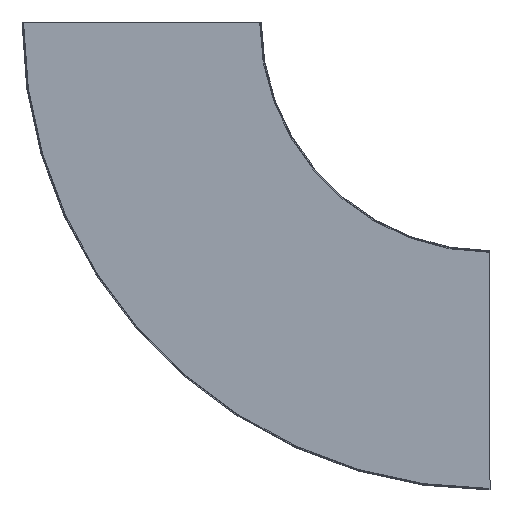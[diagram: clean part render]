
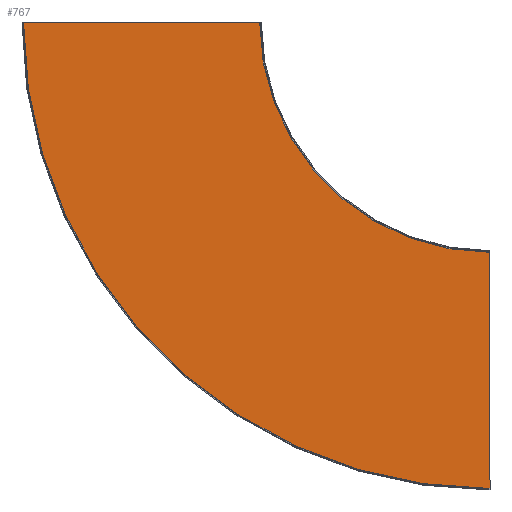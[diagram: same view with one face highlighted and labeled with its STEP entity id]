
A CAD part, front view. The second image highlights one B-rep face of the part: STEP entity #767.
In plain terms, the highlighted planar face has unit normal (0, -1, 0).
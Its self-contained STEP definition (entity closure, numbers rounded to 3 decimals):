
#91 = VECTOR ( 'NONE', #752, 1000. ) ;
#148 = DIRECTION ( 'NONE',  ( 0., 0., 1. ) ) ;
#153 = DIRECTION ( 'NONE',  ( 0., 1., 0. ) ) ;
#163 = FACE_OUTER_BOUND ( 'NONE', #268, .T. ) ;
#189 = CARTESIAN_POINT ( 'NONE',  ( 0., -1., 0. ) ) ;
#207 = CARTESIAN_POINT ( 'NONE',  ( 0., -1., -602.5 ) ) ;
#219 = CARTESIAN_POINT ( 'NONE',  ( 0., -1., -297.5 ) ) ;
#241 = ORIENTED_EDGE ( 'NONE', *, *, #433, .F. ) ;
#243 = CARTESIAN_POINT ( 'NONE',  ( 0., -1., -297.5 ) ) ;
#268 = EDGE_LOOP ( 'NONE', ( #685, #241, #740, #823 ) ) ;
#319 = PLANE ( 'NONE',  #674 ) ;
#332 = CARTESIAN_POINT ( 'NONE',  ( -602.5, -1., 0. ) ) ;
#399 = AXIS2_PLACEMENT_3D ( 'NONE', #762, #654, #651 ) ;
#413 = EDGE_CURVE ( 'NONE', #587, #600, #778, .T. ) ;
#431 = EDGE_CURVE ( 'NONE', #556, #739, #442, .T. ) ;
#433 = EDGE_CURVE ( 'NONE', #600, #739, #584, .T. ) ;
#436 = EDGE_CURVE ( 'NONE', #587, #556, #780, .T. ) ;
#442 = CIRCLE ( 'NONE', #399, 297.5 ) ;
#539 = DIRECTION ( 'NONE',  ( 0., 0., -1. ) ) ;
#554 = CARTESIAN_POINT ( 'NONE',  ( 0., -1., -297.5 ) ) ;
#556 = VERTEX_POINT ( 'NONE', #219 ) ;
#584 = LINE ( 'NONE', #763, #91 ) ;
#587 = VERTEX_POINT ( 'NONE', #207 ) ;
#597 = DIRECTION ( 'NONE',  ( 0., -1., 0. ) ) ;
#600 = VERTEX_POINT ( 'NONE', #332 ) ;
#622 = CARTESIAN_POINT ( 'NONE',  ( -297.5, -1., 0. ) ) ;
#651 = DIRECTION ( 'NONE',  ( 0., 0., 1. ) ) ;
#654 = DIRECTION ( 'NONE',  ( 0., 1., 0. ) ) ;
#664 = DIRECTION ( 'NONE',  ( 0., 0., 1. ) ) ;
#674 = AXIS2_PLACEMENT_3D ( 'NONE', #554, #597, #539 ) ;
#685 = ORIENTED_EDGE ( 'NONE', *, *, #431, .T. ) ;
#739 = VERTEX_POINT ( 'NONE', #622 ) ;
#740 = ORIENTED_EDGE ( 'NONE', *, *, #413, .F. ) ;
#752 = DIRECTION ( 'NONE',  ( 1., 0., 0. ) ) ;
#762 = CARTESIAN_POINT ( 'NONE',  ( 0., -1., 0. ) ) ;
#763 = CARTESIAN_POINT ( 'NONE',  ( -297.5, -1., 0. ) ) ;
#767 = ADVANCED_FACE ( 'NONE', ( #163 ), #319, .T. ) ;
#775 = AXIS2_PLACEMENT_3D ( 'NONE', #189, #153, #148 ) ;
#778 = CIRCLE ( 'NONE', #775, 602.5 ) ;
#780 = LINE ( 'NONE', #243, #787 ) ;
#787 = VECTOR ( 'NONE', #664, 1000. ) ;
#823 = ORIENTED_EDGE ( 'NONE', *, *, #436, .T. ) ;
